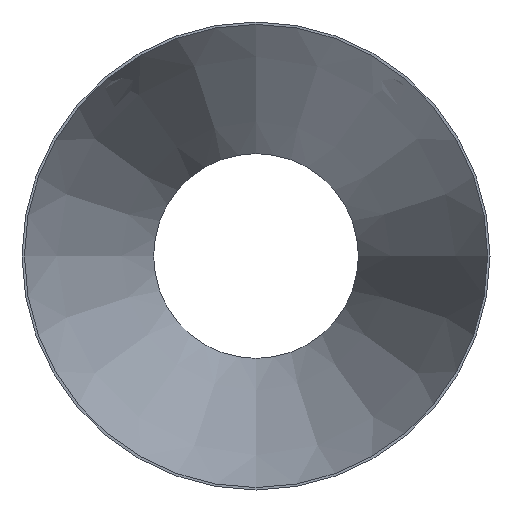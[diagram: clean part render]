
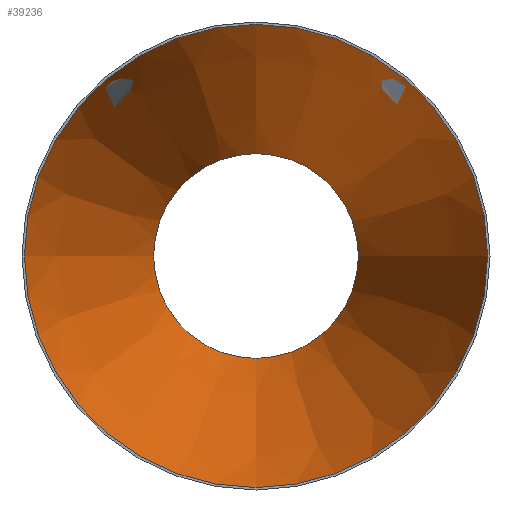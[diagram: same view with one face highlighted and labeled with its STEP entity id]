
A CAD part, front view. The second image highlights one B-rep face of the part: STEP entity #39236.
In plain terms, the highlighted conical face has half-angle 18.33 degrees and reference radius 301.64 mm.
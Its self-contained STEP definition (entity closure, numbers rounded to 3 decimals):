
#169 = EDGE_LOOP ( 'NONE', ( #25169 ) ) ;
#1447 = DIRECTION ( 'NONE',  ( 0., -1., 0. ) ) ;
#1810 = DIRECTION ( 'NONE',  ( 0., -1., 0. ) ) ;
#7972 = EDGE_CURVE ( 'NONE', #13088, #13088, #27668, .T. ) ;
#8176 = FACE_BOUND ( 'NONE', #169, .T. ) ;
#8283 = VERTEX_POINT ( 'NONE', #45105 ) ;
#9466 = DIRECTION ( 'NONE',  ( 0., 0., -1. ) ) ;
#9744 = DIRECTION ( 'NONE',  ( 0., 0., -1. ) ) ;
#9997 = CIRCLE ( 'NONE', #43222, 301.64 ) ;
#12504 = EDGE_LOOP ( 'NONE', ( #39083 ) ) ;
#13088 = VERTEX_POINT ( 'NONE', #21061 ) ;
#20440 = CARTESIAN_POINT ( 'NONE',  ( 0., 0., 0. ) ) ;
#20848 = AXIS2_PLACEMENT_3D ( 'NONE', #46916, #1810, #42125 ) ;
#21061 = CARTESIAN_POINT ( 'NONE',  ( 0., 508., -133.34 ) ) ;
#21482 = DIRECTION ( 'NONE',  ( 0., -1., 0. ) ) ;
#22017 = CONICAL_SURFACE ( 'NONE', #51897, 301.64, 0.32 ) ;
#25169 = ORIENTED_EDGE ( 'NONE', *, *, #7972, .F. ) ;
#27668 = CIRCLE ( 'NONE', #20848, 133.34 ) ;
#34065 = EDGE_CURVE ( 'NONE', #8283, #8283, #9997, .T. ) ;
#39083 = ORIENTED_EDGE ( 'NONE', *, *, #34065, .T. ) ;
#39236 = ADVANCED_FACE ( 'NONE', ( #8176, #40742 ), #22017, .F. ) ;
#40742 = FACE_OUTER_BOUND ( 'NONE', #12504, .T. ) ;
#42125 = DIRECTION ( 'NONE',  ( 0., 0., -1. ) ) ;
#43222 = AXIS2_PLACEMENT_3D ( 'NONE', #46028, #1447, #9466 ) ;
#45105 = CARTESIAN_POINT ( 'NONE',  ( 0., 0., -301.64 ) ) ;
#46028 = CARTESIAN_POINT ( 'NONE',  ( 0., 0., 0. ) ) ;
#46916 = CARTESIAN_POINT ( 'NONE',  ( 0., 508., 0. ) ) ;
#51897 = AXIS2_PLACEMENT_3D ( 'NONE', #20440, #21482, #9744 ) ;
